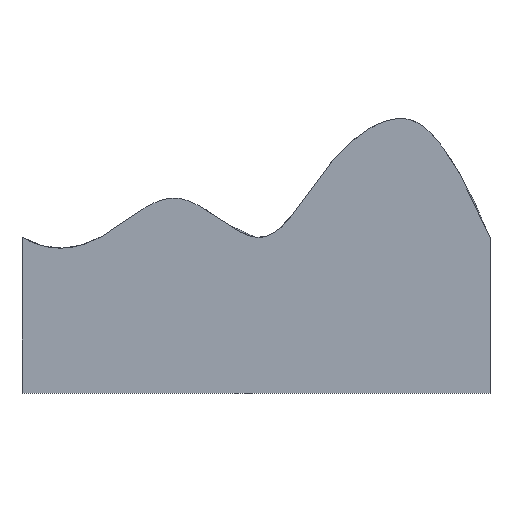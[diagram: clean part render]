
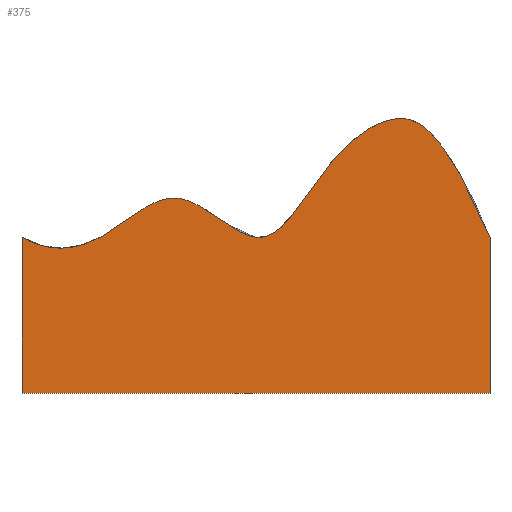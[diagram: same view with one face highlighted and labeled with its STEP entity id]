
A CAD part, top view. The second image highlights one B-rep face of the part: STEP entity #375.
In plain terms, the highlighted planar face has unit normal (0, 0, 1).
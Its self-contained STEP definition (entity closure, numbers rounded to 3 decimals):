
#24 = VERTEX_POINT('',#25);
#25 = CARTESIAN_POINT('',(0.,0.,0.5));
#32 = PLANE('',#33);
#33 = AXIS2_PLACEMENT_3D('',#34,#35,#36);
#34 = CARTESIAN_POINT('',(0.,0.,0.));
#35 = DIRECTION('',(0.,1.,0.));
#36 = DIRECTION('',(1.,0.,0.));
#44 = PLANE('',#45);
#45 = AXIS2_PLACEMENT_3D('',#46,#47,#48);
#46 = CARTESIAN_POINT('',(0.,1.,0.));
#47 = DIRECTION('',(1.,0.,-0.));
#48 = DIRECTION('',(0.,-1.,0.));
#56 = EDGE_CURVE('',#24,#57,#59,.T.);
#57 = VERTEX_POINT('',#58);
#58 = CARTESIAN_POINT('',(3.,0.,0.5));
#59 = SURFACE_CURVE('',#60,(#64,#71),.PCURVE_S1.);
#60 = LINE('',#61,#62);
#61 = CARTESIAN_POINT('',(0.,0.,0.5));
#62 = VECTOR('',#63,1.);
#63 = DIRECTION('',(1.,0.,0.));
#64 = PCURVE('',#32,#65);
#65 = DEFINITIONAL_REPRESENTATION('',(#66),#70);
#66 = LINE('',#67,#68);
#67 = CARTESIAN_POINT('',(0.,-0.5));
#68 = VECTOR('',#69,1.);
#69 = DIRECTION('',(1.,0.));
#70 = ( GEOMETRIC_REPRESENTATION_CONTEXT(2) 
PARAMETRIC_REPRESENTATION_CONTEXT() REPRESENTATION_CONTEXT('2D SPACE',''
  ) );
#71 = PCURVE('',#72,#77);
#72 = PLANE('',#73);
#73 = AXIS2_PLACEMENT_3D('',#74,#75,#76);
#74 = CARTESIAN_POINT('',(1.566,0.668,0.5));
#75 = DIRECTION('',(0.,0.,1.));
#76 = DIRECTION('',(1.,0.,-0.));
#77 = DEFINITIONAL_REPRESENTATION('',(#78),#82);
#78 = LINE('',#79,#80);
#79 = CARTESIAN_POINT('',(-1.566,-0.668));
#80 = VECTOR('',#81,1.);
#81 = DIRECTION('',(1.,0.));
#82 = ( GEOMETRIC_REPRESENTATION_CONTEXT(2) 
PARAMETRIC_REPRESENTATION_CONTEXT() REPRESENTATION_CONTEXT('2D SPACE',''
  ) );
#100 = PLANE('',#101);
#101 = AXIS2_PLACEMENT_3D('',#102,#103,#104);
#102 = CARTESIAN_POINT('',(3.,0.,0.));
#103 = DIRECTION('',(-1.,0.,0.));
#104 = DIRECTION('',(0.,1.,0.));
#142 = EDGE_CURVE('',#57,#143,#145,.T.);
#143 = VERTEX_POINT('',#144);
#144 = CARTESIAN_POINT('',(3.,1.,0.5));
#145 = SURFACE_CURVE('',#146,(#150,#157),.PCURVE_S1.);
#146 = LINE('',#147,#148);
#147 = CARTESIAN_POINT('',(3.,0.,0.5));
#148 = VECTOR('',#149,1.);
#149 = DIRECTION('',(0.,1.,0.));
#150 = PCURVE('',#100,#151);
#151 = DEFINITIONAL_REPRESENTATION('',(#152),#156);
#152 = LINE('',#153,#154);
#153 = CARTESIAN_POINT('',(0.,-0.5));
#154 = VECTOR('',#155,1.);
#155 = DIRECTION('',(1.,0.));
#156 = ( GEOMETRIC_REPRESENTATION_CONTEXT(2) 
PARAMETRIC_REPRESENTATION_CONTEXT() REPRESENTATION_CONTEXT('2D SPACE',''
  ) );
#157 = PCURVE('',#72,#158);
#158 = DEFINITIONAL_REPRESENTATION('',(#159),#163);
#159 = LINE('',#160,#161);
#160 = CARTESIAN_POINT('',(1.434,-0.668));
#161 = VECTOR('',#162,1.);
#162 = DIRECTION('',(0.,1.));
#163 = ( GEOMETRIC_REPRESENTATION_CONTEXT(2) 
PARAMETRIC_REPRESENTATION_CONTEXT() REPRESENTATION_CONTEXT('2D SPACE',''
  ) );
#181 = SURFACE_OF_LINEAR_EXTRUSION('',#182,#193);
#182 = B_SPLINE_CURVE_WITH_KNOTS('',3,(#183,#184,#185,#186,#187,#188,
    #189,#190,#191,#192),.UNSPECIFIED.,.F.,.F.,(4,1,1,1,1,1,1,4),(0.,
    0.559,0.913,1.472,2.179,
    2.738,3.297,3.797),.UNSPECIFIED.);
#183 = CARTESIAN_POINT('',(3.,1.,0.));
#184 = CARTESIAN_POINT('',(2.951,1.12,0.));
#185 = CARTESIAN_POINT('',(2.807,1.449,0.));
#186 = CARTESIAN_POINT('',(2.469,1.882,0.));
#187 = CARTESIAN_POINT('',(1.906,1.515,0.));
#188 = CARTESIAN_POINT('',(1.587,0.744,0.));
#189 = CARTESIAN_POINT('',(0.987,1.445,0.));
#190 = CARTESIAN_POINT('',(0.531,0.936,0.));
#191 = CARTESIAN_POINT('',(0.18,0.898,-0.));
#192 = CARTESIAN_POINT('',(0.,1.,0.));
#193 = VECTOR('',#194,1.);
#194 = DIRECTION('',(-0.,-0.,-1.));
#227 = EDGE_CURVE('',#143,#228,#230,.T.);
#228 = VERTEX_POINT('',#229);
#229 = CARTESIAN_POINT('',(0.,1.,0.5));
#230 = SURFACE_CURVE('',#231,(#242,#249),.PCURVE_S1.);
#231 = B_SPLINE_CURVE_WITH_KNOTS('',3,(#232,#233,#234,#235,#236,#237,
    #238,#239,#240,#241),.UNSPECIFIED.,.F.,.F.,(4,1,1,1,1,1,1,4),(0.,
    0.559,0.913,1.472,2.179,
    2.738,3.297,3.797),.UNSPECIFIED.);
#232 = CARTESIAN_POINT('',(3.,1.,0.5));
#233 = CARTESIAN_POINT('',(2.951,1.12,0.5));
#234 = CARTESIAN_POINT('',(2.807,1.449,0.5));
#235 = CARTESIAN_POINT('',(2.469,1.882,0.5));
#236 = CARTESIAN_POINT('',(1.906,1.515,0.5));
#237 = CARTESIAN_POINT('',(1.587,0.744,0.5));
#238 = CARTESIAN_POINT('',(0.987,1.445,0.5));
#239 = CARTESIAN_POINT('',(0.531,0.936,0.5));
#240 = CARTESIAN_POINT('',(0.18,0.898,0.5));
#241 = CARTESIAN_POINT('',(0.,1.,0.5));
#242 = PCURVE('',#181,#243);
#243 = DEFINITIONAL_REPRESENTATION('',(#244),#248);
#244 = LINE('',#245,#246);
#245 = CARTESIAN_POINT('',(0.,-0.5));
#246 = VECTOR('',#247,1.);
#247 = DIRECTION('',(1.,0.));
#248 = ( GEOMETRIC_REPRESENTATION_CONTEXT(2) 
PARAMETRIC_REPRESENTATION_CONTEXT() REPRESENTATION_CONTEXT('2D SPACE',''
  ) );
#249 = PCURVE('',#72,#250);
#250 = DEFINITIONAL_REPRESENTATION('',(#251),#262);
#251 = B_SPLINE_CURVE_WITH_KNOTS('',3,(#252,#253,#254,#255,#256,#257,
    #258,#259,#260,#261),.UNSPECIFIED.,.F.,.F.,(4,1,1,1,1,1,1,4),(0.,
    0.559,0.913,1.472,2.179,
    2.738,3.297,3.797),.UNSPECIFIED.);
#252 = CARTESIAN_POINT('',(1.434,0.332));
#253 = CARTESIAN_POINT('',(1.386,0.451));
#254 = CARTESIAN_POINT('',(1.241,0.78));
#255 = CARTESIAN_POINT('',(0.903,1.214));
#256 = CARTESIAN_POINT('',(0.34,0.847));
#257 = CARTESIAN_POINT('',(0.021,0.076));
#258 = CARTESIAN_POINT('',(-0.579,0.777));
#259 = CARTESIAN_POINT('',(-1.034,0.268));
#260 = CARTESIAN_POINT('',(-1.385,0.23));
#261 = CARTESIAN_POINT('',(-1.566,0.332));
#262 = ( GEOMETRIC_REPRESENTATION_CONTEXT(2) 
PARAMETRIC_REPRESENTATION_CONTEXT() REPRESENTATION_CONTEXT('2D SPACE',''
  ) );
#326 = EDGE_CURVE('',#228,#24,#327,.T.);
#327 = SURFACE_CURVE('',#328,(#332,#339),.PCURVE_S1.);
#328 = LINE('',#329,#330);
#329 = CARTESIAN_POINT('',(0.,1.,0.5));
#330 = VECTOR('',#331,1.);
#331 = DIRECTION('',(0.,-1.,0.));
#332 = PCURVE('',#44,#333);
#333 = DEFINITIONAL_REPRESENTATION('',(#334),#338);
#334 = LINE('',#335,#336);
#335 = CARTESIAN_POINT('',(0.,-0.5));
#336 = VECTOR('',#337,1.);
#337 = DIRECTION('',(1.,0.));
#338 = ( GEOMETRIC_REPRESENTATION_CONTEXT(2) 
PARAMETRIC_REPRESENTATION_CONTEXT() REPRESENTATION_CONTEXT('2D SPACE',''
  ) );
#339 = PCURVE('',#72,#340);
#340 = DEFINITIONAL_REPRESENTATION('',(#341),#345);
#341 = LINE('',#342,#343);
#342 = CARTESIAN_POINT('',(-1.566,0.332));
#343 = VECTOR('',#344,1.);
#344 = DIRECTION('',(0.,-1.));
#345 = ( GEOMETRIC_REPRESENTATION_CONTEXT(2) 
PARAMETRIC_REPRESENTATION_CONTEXT() REPRESENTATION_CONTEXT('2D SPACE',''
  ) );
#375 = ADVANCED_FACE('',(#376),#72,.T.);
#376 = FACE_BOUND('',#377,.T.);
#377 = EDGE_LOOP('',(#378,#379,#380,#381));
#378 = ORIENTED_EDGE('',*,*,#56,.T.);
#379 = ORIENTED_EDGE('',*,*,#142,.T.);
#380 = ORIENTED_EDGE('',*,*,#227,.T.);
#381 = ORIENTED_EDGE('',*,*,#326,.T.);
